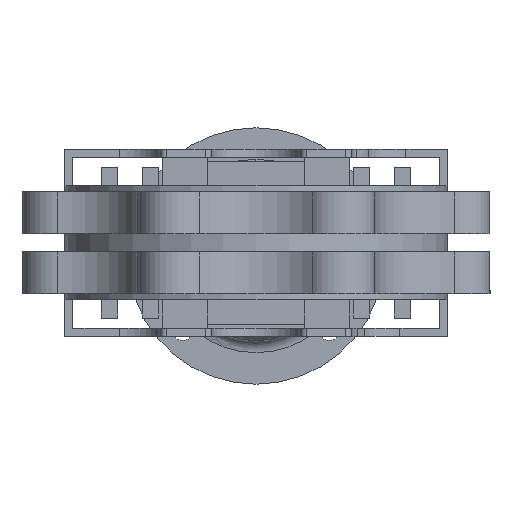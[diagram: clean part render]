
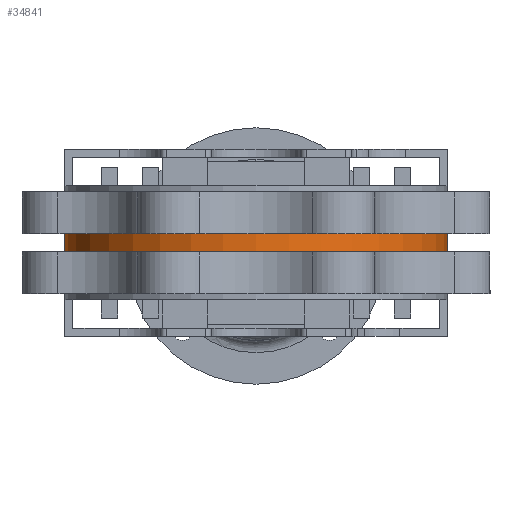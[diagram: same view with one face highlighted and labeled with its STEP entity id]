
A CAD part, front view. The second image highlights one B-rep face of the part: STEP entity #34841.
In plain terms, the highlighted cylindrical face has radius 94 mm (diameter 188 mm), a partial arc.
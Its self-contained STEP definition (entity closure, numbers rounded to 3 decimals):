
#693 = VERTEX_POINT ( 'NONE', #31472 ) ;
#1709 = CARTESIAN_POINT ( 'NONE',  ( 0., 0., -9. ) ) ;
#1811 = EDGE_CURVE ( 'NONE', #28343, #693, #14090, .T. ) ;
#2821 = EDGE_LOOP ( 'NONE', ( #22947, #13991, #27119, #5616 ) ) ;
#5616 = ORIENTED_EDGE ( 'NONE', *, *, #11161, .T. ) ;
#6247 = DIRECTION ( 'NONE',  ( 0., 0., 1. ) ) ;
#6345 = CARTESIAN_POINT ( 'NONE',  ( 94., 0., 0. ) ) ;
#6677 = DIRECTION ( 'NONE',  ( 1., 0., 0. ) ) ;
#6980 = DIRECTION ( 'NONE',  ( 0., 0., 1. ) ) ;
#11161 = EDGE_CURVE ( 'NONE', #13631, #693, #33875, .T. ) ;
#13631 = VERTEX_POINT ( 'NONE', #6345 ) ;
#13991 = ORIENTED_EDGE ( 'NONE', *, *, #15245, .F. ) ;
#14090 = LINE ( 'NONE', #44291, #22762 ) ;
#15245 = EDGE_CURVE ( 'NONE', #29722, #28343, #35462, .T. ) ;
#15645 = EDGE_CURVE ( 'NONE', #29722, #13631, #44090, .T. ) ;
#21076 = AXIS2_PLACEMENT_3D ( 'NONE', #1709, #25685, #22699 ) ;
#21357 = CARTESIAN_POINT ( 'NONE',  ( -94., 0., -9. ) ) ;
#21994 = VECTOR ( 'NONE', #25661, 1000. ) ;
#22068 = CARTESIAN_POINT ( 'NONE',  ( 94., 0., -9. ) ) ;
#22699 = DIRECTION ( 'NONE',  ( -1., 0., 0. ) ) ;
#22762 = VECTOR ( 'NONE', #6980, 1000. ) ;
#22947 = ORIENTED_EDGE ( 'NONE', *, *, #1811, .F. ) ;
#25661 = DIRECTION ( 'NONE',  ( 0., 0., 1. ) ) ;
#25685 = DIRECTION ( 'NONE',  ( 0., 0., -1. ) ) ;
#26501 = CYLINDRICAL_SURFACE ( 'NONE', #34377, 94. ) ;
#26603 = CARTESIAN_POINT ( 'NONE',  ( 0., 0., 0. ) ) ;
#26896 = DIRECTION ( 'NONE',  ( -1., 0., 0. ) ) ;
#27119 = ORIENTED_EDGE ( 'NONE', *, *, #15645, .T. ) ;
#28343 = VERTEX_POINT ( 'NONE', #21357 ) ;
#29722 = VERTEX_POINT ( 'NONE', #32872 ) ;
#30078 = DIRECTION ( 'NONE',  ( 0., 0., -1. ) ) ;
#31472 = CARTESIAN_POINT ( 'NONE',  ( -94., 0., 0. ) ) ;
#32872 = CARTESIAN_POINT ( 'NONE',  ( 94., 0., -9. ) ) ;
#33875 = CIRCLE ( 'NONE', #39169, 94. ) ;
#34377 = AXIS2_PLACEMENT_3D ( 'NONE', #37380, #6247, #6677 ) ;
#34841 = ADVANCED_FACE ( 'NONE', ( #41526 ), #26501, .T. ) ;
#35462 = CIRCLE ( 'NONE', #21076, 94. ) ;
#37380 = CARTESIAN_POINT ( 'NONE',  ( 0., 0., -9. ) ) ;
#39169 = AXIS2_PLACEMENT_3D ( 'NONE', #26603, #30078, #26896 ) ;
#41526 = FACE_OUTER_BOUND ( 'NONE', #2821, .T. ) ;
#44090 = LINE ( 'NONE', #22068, #21994 ) ;
#44291 = CARTESIAN_POINT ( 'NONE',  ( -94., 0., -9. ) ) ;
